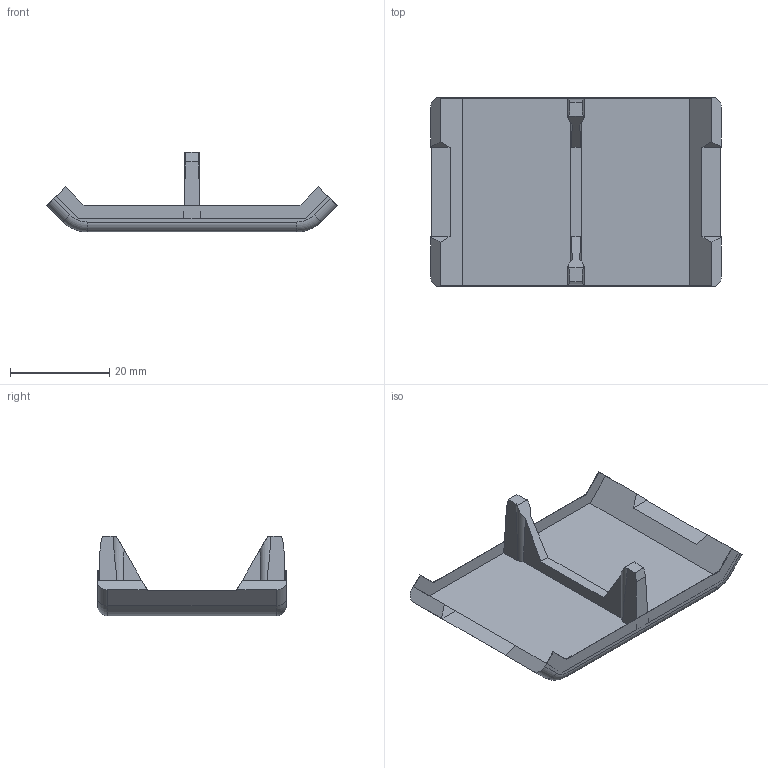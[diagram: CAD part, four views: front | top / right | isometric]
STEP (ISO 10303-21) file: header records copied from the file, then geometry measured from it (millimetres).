
FILE_DESCRIPTION(/* description */ ('Zaślepka kątownika 303836 oraz 303837'),/* implementation_level */ '2;1');
FILE_NAME(/* name */ '303836Z.stp',/* time_stamp */ '2023-02-01T07:37:39+01:00',/* author */ ('aluteckkpl_am'),/* organization */ (''),/* preprocessor_version */ 'ST-DEVELOPER v18.1',/* originating_system */ 'Autodesk Inventor 2021',/* authorisation */ '');
FILE_SCHEMA (('CONFIG_CONTROL_DESIGN'));
Length unit declared in the file: millimetre
Products named in the file (1): 303836Z
Bounding box: 58.55 x 38 x 16.1 mm (x, y, z)
Volume: 6504.2 mm3; surface area: 6120.2 mm2
Topology: 1 solids, 1 shells, 62 faces, 168 edges, 108 vertices
Faces by surface type: plane 46, cylinder 12, torus 4
Entity records: 1981 total; most frequent: CARTESIAN_POINT 339, DIRECTION 338, ORIENTED_EDGE 336, EDGE_CURVE 168, LINE 124, VECTOR 124, VERTEX_POINT 108, AXIS2_PLACEMENT_3D 107
